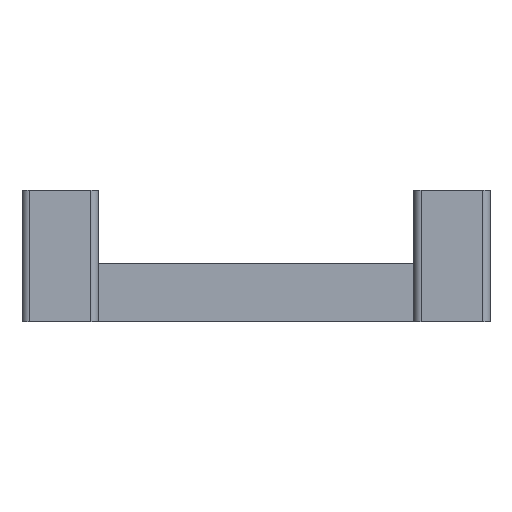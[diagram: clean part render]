
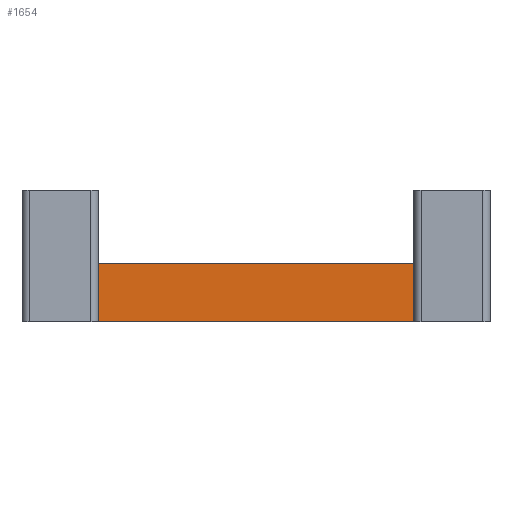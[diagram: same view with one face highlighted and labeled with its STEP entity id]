
A CAD part, front view. The second image highlights one B-rep face of the part: STEP entity #1654.
In plain terms, the highlighted planar face has unit normal (0, -1, 0).
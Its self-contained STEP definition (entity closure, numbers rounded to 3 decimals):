
#78=PLANE('',#1764);
#158=FACE_OUTER_BOUND('',#256,.T.);
#256=EDGE_LOOP('',(#1483,#1484,#1485,#1486,#1487,#1488));
#296=LINE('',#2239,#514);
#357=LINE('',#2375,#575);
#413=LINE('',#2498,#631);
#451=LINE('',#2572,#669);
#455=LINE('',#2579,#673);
#477=LINE('',#2624,#695);
#514=VECTOR('',#1818,10.);
#575=VECTOR('',#1899,10.);
#631=VECTOR('',#2021,10.);
#669=VECTOR('',#2091,10.);
#673=VECTOR('',#2099,10.);
#695=VECTOR('',#2127,10.);
#749=VERTEX_POINT('',#2236);
#750=VERTEX_POINT('',#2238);
#814=VERTEX_POINT('',#2372);
#815=VERTEX_POINT('',#2374);
#849=VERTEX_POINT('',#2497);
#869=VERTEX_POINT('',#2570);
#907=EDGE_CURVE('',#750,#749,#296,.T.);
#975=EDGE_CURVE('',#815,#814,#357,.T.);
#1037=EDGE_CURVE('',#849,#750,#413,.T.);
#1075=EDGE_CURVE('',#869,#814,#451,.T.);
#1079=EDGE_CURVE('',#849,#869,#455,.T.);
#1101=EDGE_CURVE('',#749,#815,#477,.T.);
#1483=ORIENTED_EDGE('',*,*,#1101,.T.);
#1484=ORIENTED_EDGE('',*,*,#975,.T.);
#1485=ORIENTED_EDGE('',*,*,#1075,.F.);
#1486=ORIENTED_EDGE('',*,*,#1079,.F.);
#1487=ORIENTED_EDGE('',*,*,#1037,.T.);
#1488=ORIENTED_EDGE('',*,*,#907,.T.);
#1654=ADVANCED_FACE('',(#158),#78,.T.);
#1764=AXIS2_PLACEMENT_3D('',#2623,#2125,#2126);
#1818=DIRECTION('',(1.,0.,0.));
#1899=DIRECTION('',(-1.,0.,0.));
#2021=DIRECTION('',(0.,0.,-1.));
#2091=DIRECTION('',(0.,0.,1.));
#2099=DIRECTION('',(1.,0.,0.));
#2125=DIRECTION('center_axis',(0.,-1.,0.));
#2126=DIRECTION('ref_axis',(0.,0.,-1.));
#2127=DIRECTION('',(0.,0.,1.));
#2236=CARTESIAN_POINT('',(7.5,-8.,52.5));
#2238=CARTESIAN_POINT('',(-5.4,-8.,52.5));
#2239=CARTESIAN_POINT('',(0.,-8.,52.5));
#2372=CARTESIAN_POINT('',(5.4,-8.,57.));
#2374=CARTESIAN_POINT('',(7.5,-8.,57.));
#2375=CARTESIAN_POINT('',(8.,-8.,57.));
#2497=CARTESIAN_POINT('',(-5.4,-8.,54.5));
#2498=CARTESIAN_POINT('',(-5.4,-8.,54.625));
#2570=CARTESIAN_POINT('',(5.4,-8.,54.5));
#2572=CARTESIAN_POINT('',(5.4,-8.,57.));
#2579=CARTESIAN_POINT('',(0.,-8.,54.5));
#2623=CARTESIAN_POINT('Origin',(0.,-8.,54.5));
#2624=CARTESIAN_POINT('',(7.5,-8.,54.625));
